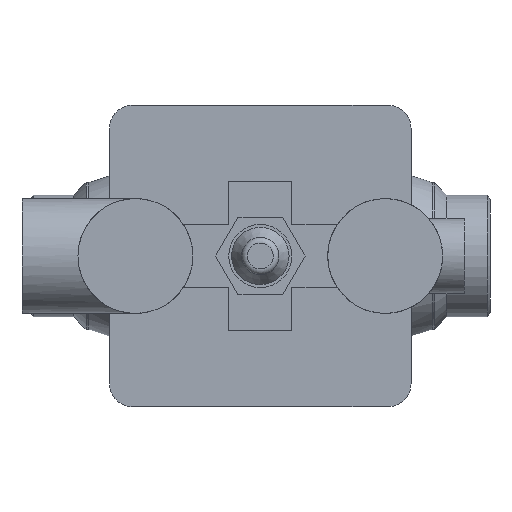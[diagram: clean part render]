
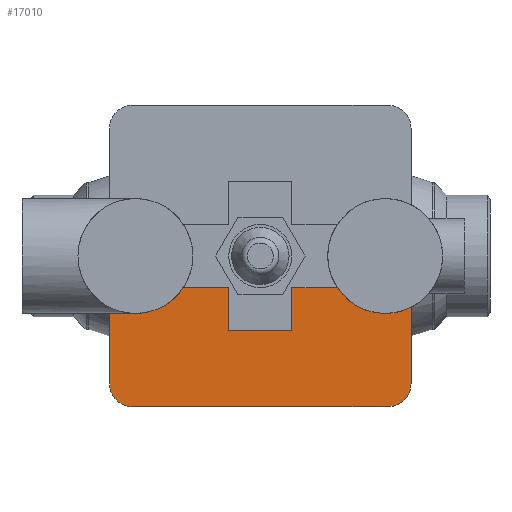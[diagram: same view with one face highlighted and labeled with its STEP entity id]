
A CAD part, front view. The second image highlights one B-rep face of the part: STEP entity #17010.
In plain terms, the highlighted planar face has unit normal (0, -1, 0).
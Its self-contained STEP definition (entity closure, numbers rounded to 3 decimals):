
#16786=CARTESIAN_POINT('',(27.5,-17.5,-97.));
#16787=VERTEX_POINT('',#16786);
#16794=CARTESIAN_POINT('',(27.5,-17.5,-72.096));
#16795=VERTEX_POINT('',#16794);
#16796=CARTESIAN_POINT('',(27.5,-17.5,-72.096));
#16797=DIRECTION('',(-0.,-0.,-1.));
#16798=VECTOR('',#16797,24.904);
#16799=LINE('',#16796,#16798);
#16800=EDGE_CURVE('',#16795,#16787,#16799,.T.);
#16884=CARTESIAN_POINT('',(32.5,-17.5,-72.096));
#16885=VERTEX_POINT('',#16884);
#16886=CARTESIAN_POINT('',(27.5,-17.5,-72.096));
#16887=DIRECTION('',(1.,0.,-0.));
#16888=VECTOR('',#16887,5.);
#16889=LINE('',#16886,#16888);
#16890=EDGE_CURVE('',#16795,#16885,#16889,.T.);
#16911=CARTESIAN_POINT('',(80.,-17.5,-52.5));
#16912=DIRECTION('',(0.,-1.,0.));
#16913=DIRECTION('',(1.,0.,0.));
#16914=AXIS2_PLACEMENT_3D('',#16911,#16912,#16913);
#16915=PLANE('',#16914);
#16916=ORIENTED_EDGE('',*,*,#16800,.T.);
#16917=CARTESIAN_POINT('',(35.5,-17.5,-105.));
#16918=VERTEX_POINT('',#16917);
#16919=CARTESIAN_POINT('',(35.5,-17.5,-97.));
#16920=DIRECTION('',(-0.,-1.,-0.));
#16921=DIRECTION('',(0.,-0.,1.));
#16922=AXIS2_PLACEMENT_3D('',#16919,#16920,#16921);
#16923=CIRCLE('',#16922,8.);
#16924=EDGE_CURVE('',#16787,#16918,#16923,.T.);
#16925=ORIENTED_EDGE('',*,*,#16924,.T.);
#16926=CARTESIAN_POINT('',(124.5,-17.5,-105.));
#16927=VERTEX_POINT('',#16926);
#16928=CARTESIAN_POINT('',(35.5,-17.5,-105.));
#16929=DIRECTION('',(1.,0.,-0.));
#16930=VECTOR('',#16929,89.);
#16931=LINE('',#16928,#16930);
#16932=EDGE_CURVE('',#16918,#16927,#16931,.T.);
#16933=ORIENTED_EDGE('',*,*,#16932,.T.);
#16934=CARTESIAN_POINT('',(132.5,-17.5,-97.));
#16935=VERTEX_POINT('',#16934);
#16936=CARTESIAN_POINT('',(124.5,-17.5,-97.));
#16937=DIRECTION('',(-0.,-1.,-0.));
#16938=DIRECTION('',(0.,-0.,1.));
#16939=AXIS2_PLACEMENT_3D('',#16936,#16937,#16938);
#16940=CIRCLE('',#16939,8.);
#16941=EDGE_CURVE('',#16927,#16935,#16940,.T.);
#16942=ORIENTED_EDGE('',*,*,#16941,.T.);
#16943=CARTESIAN_POINT('',(132.5,-17.5,-70.361));
#16944=VERTEX_POINT('',#16943);
#16945=CARTESIAN_POINT('',(132.5,-17.5,-97.));
#16946=DIRECTION('',(0.,0.,1.));
#16947=VECTOR('',#16946,26.639);
#16948=LINE('',#16945,#16947);
#16949=EDGE_CURVE('',#16935,#16944,#16948,.T.);
#16950=ORIENTED_EDGE('',*,*,#16949,.T.);
#16951=CARTESIAN_POINT('',(106.797,-17.5,-63.5));
#16952=VERTEX_POINT('',#16951);
#16953=CARTESIAN_POINT('',(123.5,-17.5,-52.5));
#16954=DIRECTION('',(0.,-1.,0.));
#16955=DIRECTION('',(0.,0.,-1.));
#16956=AXIS2_PLACEMENT_3D('',#16953,#16954,#16955);
#16957=CIRCLE('',#16956,20.);
#16958=EDGE_CURVE('',#16952,#16944,#16957,.T.);
#16959=ORIENTED_EDGE('',*,*,#16958,.F.);
#16960=CARTESIAN_POINT('',(91.,-17.5,-63.5));
#16961=VERTEX_POINT('',#16960);
#16962=CARTESIAN_POINT('',(91.,-17.5,-63.5));
#16963=DIRECTION('',(1.,0.,-0.));
#16964=VECTOR('',#16963,15.797);
#16965=LINE('',#16962,#16964);
#16966=EDGE_CURVE('',#16961,#16952,#16965,.T.);
#16967=ORIENTED_EDGE('',*,*,#16966,.F.);
#16968=CARTESIAN_POINT('',(91.,-17.5,-78.5));
#16969=VERTEX_POINT('',#16968);
#16970=CARTESIAN_POINT('',(91.,-17.5,-78.5));
#16971=DIRECTION('',(0.,0.,1.));
#16972=VECTOR('',#16971,15.);
#16973=LINE('',#16970,#16972);
#16974=EDGE_CURVE('',#16969,#16961,#16973,.T.);
#16975=ORIENTED_EDGE('',*,*,#16974,.F.);
#16976=CARTESIAN_POINT('',(69.,-17.5,-78.5));
#16977=VERTEX_POINT('',#16976);
#16978=CARTESIAN_POINT('',(69.,-17.5,-78.5));
#16979=DIRECTION('',(1.,0.,-0.));
#16980=VECTOR('',#16979,22.);
#16981=LINE('',#16978,#16980);
#16982=EDGE_CURVE('',#16977,#16969,#16981,.T.);
#16983=ORIENTED_EDGE('',*,*,#16982,.F.);
#16984=CARTESIAN_POINT('',(69.,-17.5,-63.5));
#16985=VERTEX_POINT('',#16984);
#16986=CARTESIAN_POINT('',(69.,-17.5,-63.5));
#16987=DIRECTION('',(0.,0.,-1.));
#16988=VECTOR('',#16987,15.);
#16989=LINE('',#16986,#16988);
#16990=EDGE_CURVE('',#16985,#16977,#16989,.T.);
#16991=ORIENTED_EDGE('',*,*,#16990,.F.);
#16992=CARTESIAN_POINT('',(53.203,-17.5,-63.5));
#16993=VERTEX_POINT('',#16992);
#16994=CARTESIAN_POINT('',(53.203,-17.5,-63.5));
#16995=DIRECTION('',(1.,0.,-0.));
#16996=VECTOR('',#16995,15.797);
#16997=LINE('',#16994,#16996);
#16998=EDGE_CURVE('',#16993,#16985,#16997,.T.);
#16999=ORIENTED_EDGE('',*,*,#16998,.F.);
#17000=CARTESIAN_POINT('',(36.5,-17.5,-52.5));
#17001=DIRECTION('',(0.,-1.,0.));
#17002=DIRECTION('',(0.,0.,-1.));
#17003=AXIS2_PLACEMENT_3D('',#17000,#17001,#17002);
#17004=CIRCLE('',#17003,20.);
#17005=EDGE_CURVE('',#16885,#16993,#17004,.T.);
#17006=ORIENTED_EDGE('',*,*,#17005,.F.);
#17007=ORIENTED_EDGE('',*,*,#16890,.F.);
#17008=EDGE_LOOP('',(#16916,#16925,#16933,#16942,#16950,#16959,#16967,#16975,#16983,#16991,#16999,#17006,#17007));
#17009=FACE_BOUND('',#17008,.T.);
#17010=ADVANCED_FACE('',(#17009),#16915,.T.);
